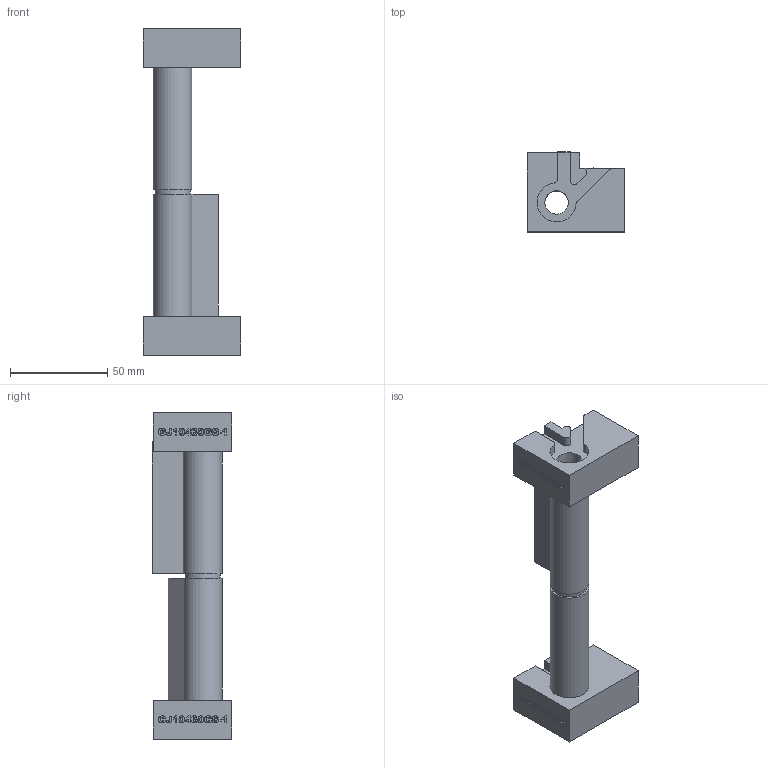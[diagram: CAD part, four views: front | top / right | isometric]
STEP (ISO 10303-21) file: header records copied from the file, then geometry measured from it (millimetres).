
FILE_DESCRIPTION(/* description */ (''),/* implementation_level */ '2;1');
FILE_NAME(/* name */ 'GJ10430GS-1.stp',/* time_stamp */ '2019-08-05T16:02:36+02:00',/* author */ ('DOMINIQUE'),/* organization */ (''),/* preprocessor_version */ 'ST-DEVELOPER v17.2',/* originating_system */ 'Autodesk Inventor 2019',/* authorisation */ '');
FILE_SCHEMA (('AUTOMOTIVE_DESIGN { 1 0 10303 214 3 1 1 }'));
Length unit declared in the file: millimetre
Products named in the file (4): GJ10430GS-1; GJ10430GS-1_1; 16491; 15246
Assembly tree (5 placements, depth 2):
  GJ10430GS-1
    GJ10430GS-1_1  x2
    16491  x2
    15246
Bounding box: 50 x 41 x 168.1 mm (x, y, z)
Volume: 102271 mm3; surface area: 36944.2 mm2
Topology: 5 solids, 5 shells, 366 faces, 988 edges, 660 vertices
Faces by surface type: plane 178, bspline 156, cylinder 32
Full cylindrical faces by diameter (mm): 12.1 x4, 12.5 x1, 18 x1
Entity records: 6366 total; most frequent: CARTESIAN_POINT 2045, ORIENTED_EDGE 998, DIRECTION 613, EDGE_CURVE 499, VERTEX_POINT 334, LINE 305, VECTOR 305, EDGE_LOOP 205
